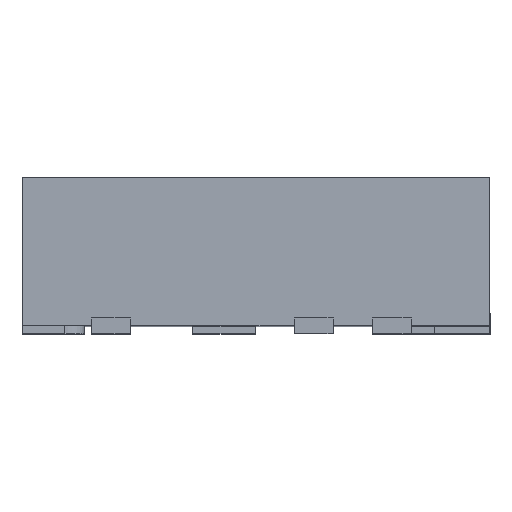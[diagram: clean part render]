
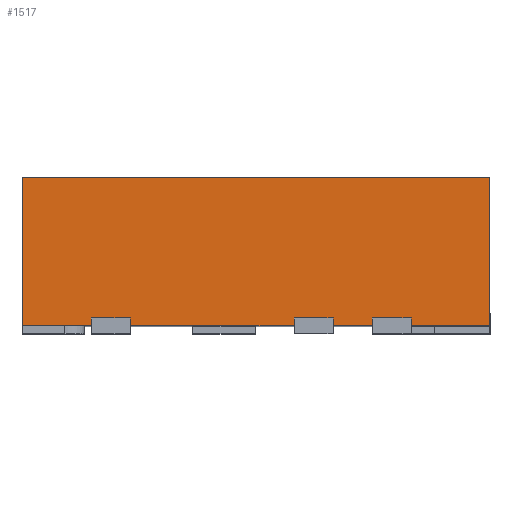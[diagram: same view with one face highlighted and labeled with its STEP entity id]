
A CAD part, top view. The second image highlights one B-rep face of the part: STEP entity #1517.
In plain terms, the highlighted planar face has unit normal (0, 0, 1).
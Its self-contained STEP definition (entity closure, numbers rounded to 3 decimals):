
#37 = DIRECTION ( 'NONE',  ( 1., 0., 0. ) ) ;
#112 = ORIENTED_EDGE ( 'NONE', *, *, #1103, .F. ) ;
#150 = LINE ( 'NONE', #3540, #917 ) ;
#192 = EDGE_CURVE ( 'NONE', #1800, #582, #2495, .T. ) ;
#199 = CARTESIAN_POINT ( 'NONE',  ( 1.5, 6.243, 1.5 ) ) ;
#205 = CARTESIAN_POINT ( 'NONE',  ( 1.5, 0.05, 1.5 ) ) ;
#225 = CARTESIAN_POINT ( 'NONE',  ( 0.995, 0.1, 1.5 ) ) ;
#239 = DIRECTION ( 'NONE',  ( 0., -1., 0. ) ) ;
#274 = VERTEX_POINT ( 'NONE', #539 ) ;
#283 = EDGE_CURVE ( 'NONE', #999, #3561, #1929, .T. ) ;
#306 = VECTOR ( 'NONE', #2903, 1000. ) ;
#333 = VERTEX_POINT ( 'NONE', #3276 ) ;
#356 = VECTOR ( 'NONE', #1818, 1000. ) ;
#376 = VERTEX_POINT ( 'NONE', #2583 ) ;
#379 = LINE ( 'NONE', #3295, #3512 ) ;
#397 = ORIENTED_EDGE ( 'NONE', *, *, #2057, .T. ) ;
#403 = ORIENTED_EDGE ( 'NONE', *, *, #2973, .F. ) ;
#412 = CARTESIAN_POINT ( 'NONE',  ( -1.055, 0.05, 1.5 ) ) ;
#457 = ORIENTED_EDGE ( 'NONE', *, *, #3769, .T. ) ;
#465 = CARTESIAN_POINT ( 'NONE',  ( -1.055, 0.1, 1.5 ) ) ;
#498 = DIRECTION ( 'NONE',  ( -1., 0., 0. ) ) ;
#539 = CARTESIAN_POINT ( 'NONE',  ( 0.995, 0.05, 1.5 ) ) ;
#545 = DIRECTION ( 'NONE',  ( 0., -1., 0. ) ) ;
#582 = VERTEX_POINT ( 'NONE', #412 ) ;
#595 = EDGE_CURVE ( 'NONE', #376, #333, #744, .T. ) ;
#645 = ORIENTED_EDGE ( 'NONE', *, *, #3186, .T. ) ;
#657 = VERTEX_POINT ( 'NONE', #865 ) ;
#693 = VERTEX_POINT ( 'NONE', #3218 ) ;
#744 = LINE ( 'NONE', #2082, #3762 ) ;
#845 = EDGE_CURVE ( 'NONE', #1826, #1327, #1499, .T. ) ;
#865 = CARTESIAN_POINT ( 'NONE',  ( 0.745, 0.1, 1.5 ) ) ;
#917 = VECTOR ( 'NONE', #2796, 1000. ) ;
#950 = CARTESIAN_POINT ( 'NONE',  ( 0.995, 0.1, 1.5 ) ) ;
#999 = VERTEX_POINT ( 'NONE', #4044 ) ;
#1018 = ORIENTED_EDGE ( 'NONE', *, *, #595, .T. ) ;
#1057 = CARTESIAN_POINT ( 'NONE',  ( 0.495, 0.1, 1.5 ) ) ;
#1102 = ORIENTED_EDGE ( 'NONE', *, *, #192, .F. ) ;
#1103 = EDGE_CURVE ( 'NONE', #657, #2738, #1871, .T. ) ;
#1146 = DIRECTION ( 'NONE',  ( 0., -1., 0. ) ) ;
#1167 = CARTESIAN_POINT ( 'NONE',  ( 1.5, 0.05, 1.5 ) ) ;
#1174 = DIRECTION ( 'NONE',  ( 1., 0., 0. ) ) ;
#1208 = DIRECTION ( 'NONE',  ( 1., 0., 0. ) ) ;
#1222 = CARTESIAN_POINT ( 'NONE',  ( -1.5, 0.05, 1.5 ) ) ;
#1281 = LINE ( 'NONE', #950, #3022 ) ;
#1297 = CARTESIAN_POINT ( 'NONE',  ( -0.805, 0.1, 1.5 ) ) ;
#1298 = DIRECTION ( 'NONE',  ( 0., -1., 0. ) ) ;
#1327 = VERTEX_POINT ( 'NONE', #1057 ) ;
#1445 = CARTESIAN_POINT ( 'NONE',  ( 0.245, 0.05, 1.5 ) ) ;
#1485 = FACE_OUTER_BOUND ( 'NONE', #3348, .T. ) ;
#1499 = LINE ( 'NONE', #2556, #4192 ) ;
#1517 = ADVANCED_FACE ( 'NONE', ( #1485 ), #3152, .F. ) ;
#1535 = EDGE_CURVE ( 'NONE', #999, #3056, #150, .T. ) ;
#1538 = VECTOR ( 'NONE', #239, 1000. ) ;
#1541 = CARTESIAN_POINT ( 'NONE',  ( 0.745, 0.05, 1.5 ) ) ;
#1549 = LINE ( 'NONE', #2223, #356 ) ;
#1668 = ORIENTED_EDGE ( 'NONE', *, *, #2400, .T. ) ;
#1763 = LINE ( 'NONE', #3159, #3706 ) ;
#1800 = VERTEX_POINT ( 'NONE', #465 ) ;
#1801 = DIRECTION ( 'NONE',  ( 0., -1., 0. ) ) ;
#1811 = ORIENTED_EDGE ( 'NONE', *, *, #1535, .F. ) ;
#1818 = DIRECTION ( 'NONE',  ( 1., 0., 0. ) ) ;
#1826 = VERTEX_POINT ( 'NONE', #3165 ) ;
#1871 = LINE ( 'NONE', #4142, #1908 ) ;
#1908 = VECTOR ( 'NONE', #1801, 1000. ) ;
#1929 = LINE ( 'NONE', #4219, #1538 ) ;
#1938 = LINE ( 'NONE', #225, #306 ) ;
#1985 = VECTOR ( 'NONE', #2519, 1000. ) ;
#2057 = EDGE_CURVE ( 'NONE', #3561, #582, #2597, .T. ) ;
#2077 = VERTEX_POINT ( 'NONE', #3189 ) ;
#2082 = CARTESIAN_POINT ( 'NONE',  ( -0.805, 0.1, 1.5 ) ) ;
#2159 = DIRECTION ( 'NONE',  ( 0., 0., -1. ) ) ;
#2179 = VECTOR ( 'NONE', #2837, 1000. ) ;
#2223 = CARTESIAN_POINT ( 'NONE',  ( 1.5, 0.05, 1.5 ) ) ;
#2273 = EDGE_CURVE ( 'NONE', #333, #3414, #1549, .T. ) ;
#2300 = ORIENTED_EDGE ( 'NONE', *, *, #845, .T. ) ;
#2400 = EDGE_CURVE ( 'NONE', #2929, #274, #1281, .T. ) ;
#2468 = CARTESIAN_POINT ( 'NONE',  ( -1.055, 0.1, 1.5 ) ) ;
#2495 = LINE ( 'NONE', #2468, #2872 ) ;
#2501 = ORIENTED_EDGE ( 'NONE', *, *, #283, .T. ) ;
#2519 = DIRECTION ( 'NONE',  ( 1., 0., 0. ) ) ;
#2556 = CARTESIAN_POINT ( 'NONE',  ( 0.245, 0.1, 1.5 ) ) ;
#2583 = CARTESIAN_POINT ( 'NONE',  ( -0.805, 0.1, 1.5 ) ) ;
#2597 = LINE ( 'NONE', #205, #2179 ) ;
#2661 = DIRECTION ( 'NONE',  ( 0., -1., 0. ) ) ;
#2738 = VERTEX_POINT ( 'NONE', #1541 ) ;
#2796 = DIRECTION ( 'NONE',  ( 1., 0., 0. ) ) ;
#2821 = LINE ( 'NONE', #4137, #4269 ) ;
#2833 = DIRECTION ( 'NONE',  ( 0., -1., 0. ) ) ;
#2837 = DIRECTION ( 'NONE',  ( 1., 0., 0. ) ) ;
#2869 = ORIENTED_EDGE ( 'NONE', *, *, #2273, .T. ) ;
#2872 = VECTOR ( 'NONE', #3171, 1000. ) ;
#2878 = LINE ( 'NONE', #3273, #4272 ) ;
#2903 = DIRECTION ( 'NONE',  ( 1., 0., 0. ) ) ;
#2929 = VERTEX_POINT ( 'NONE', #3613 ) ;
#2973 = EDGE_CURVE ( 'NONE', #1826, #3414, #379, .T. ) ;
#3022 = VECTOR ( 'NONE', #1298, 1000. ) ;
#3056 = VERTEX_POINT ( 'NONE', #3711 ) ;
#3064 = LINE ( 'NONE', #1297, #4047 ) ;
#3152 = PLANE ( 'NONE',  #4196 ) ;
#3159 = CARTESIAN_POINT ( 'NONE',  ( 1.5, 6.243, 1.5 ) ) ;
#3165 = CARTESIAN_POINT ( 'NONE',  ( 0.245, 0.1, 1.5 ) ) ;
#3171 = DIRECTION ( 'NONE',  ( 0., -1., 0. ) ) ;
#3186 = EDGE_CURVE ( 'NONE', #1800, #376, #3064, .T. ) ;
#3189 = CARTESIAN_POINT ( 'NONE',  ( 0.495, 0.05, 1.5 ) ) ;
#3218 = CARTESIAN_POINT ( 'NONE',  ( 1.5, 0.05, 1.5 ) ) ;
#3273 = CARTESIAN_POINT ( 'NONE',  ( 1.5, 0.05, 1.5 ) ) ;
#3276 = CARTESIAN_POINT ( 'NONE',  ( -0.805, 0.05, 1.5 ) ) ;
#3295 = CARTESIAN_POINT ( 'NONE',  ( 0.245, 0.1, 1.5 ) ) ;
#3348 = EDGE_LOOP ( 'NONE', ( #3866, #3392, #112, #3940, #1668, #457, #4212, #1811, #2501, #397, #1102, #645, #1018, #2869, #403, #2300 ) ) ;
#3392 = ORIENTED_EDGE ( 'NONE', *, *, #4229, .T. ) ;
#3405 = EDGE_CURVE ( 'NONE', #3056, #693, #1763, .T. ) ;
#3414 = VERTEX_POINT ( 'NONE', #1445 ) ;
#3512 = VECTOR ( 'NONE', #2661, 1000. ) ;
#3540 = CARTESIAN_POINT ( 'NONE',  ( 1.5, 1., 1.5 ) ) ;
#3548 = EDGE_CURVE ( 'NONE', #657, #2929, #1938, .T. ) ;
#3561 = VERTEX_POINT ( 'NONE', #1222 ) ;
#3613 = CARTESIAN_POINT ( 'NONE',  ( 0.995, 0.1, 1.5 ) ) ;
#3706 = VECTOR ( 'NONE', #2833, 1000. ) ;
#3711 = CARTESIAN_POINT ( 'NONE',  ( 1.5, 1., 1.5 ) ) ;
#3743 = EDGE_CURVE ( 'NONE', #1327, #2077, #2821, .T. ) ;
#3762 = VECTOR ( 'NONE', #545, 1000. ) ;
#3769 = EDGE_CURVE ( 'NONE', #274, #693, #4155, .T. ) ;
#3866 = ORIENTED_EDGE ( 'NONE', *, *, #3743, .T. ) ;
#3940 = ORIENTED_EDGE ( 'NONE', *, *, #3548, .T. ) ;
#4044 = CARTESIAN_POINT ( 'NONE',  ( -1.5, 1., 1.5 ) ) ;
#4047 = VECTOR ( 'NONE', #37, 1000. ) ;
#4137 = CARTESIAN_POINT ( 'NONE',  ( 0.495, 0.1, 1.5 ) ) ;
#4142 = CARTESIAN_POINT ( 'NONE',  ( 0.745, 0.1, 1.5 ) ) ;
#4155 = LINE ( 'NONE', #1167, #1985 ) ;
#4192 = VECTOR ( 'NONE', #1174, 1000. ) ;
#4196 = AXIS2_PLACEMENT_3D ( 'NONE', #199, #2159, #498 ) ;
#4212 = ORIENTED_EDGE ( 'NONE', *, *, #3405, .F. ) ;
#4219 = CARTESIAN_POINT ( 'NONE',  ( -1.5, 6.243, 1.5 ) ) ;
#4229 = EDGE_CURVE ( 'NONE', #2077, #2738, #2878, .T. ) ;
#4269 = VECTOR ( 'NONE', #1146, 1000. ) ;
#4272 = VECTOR ( 'NONE', #1208, 1000. ) ;
